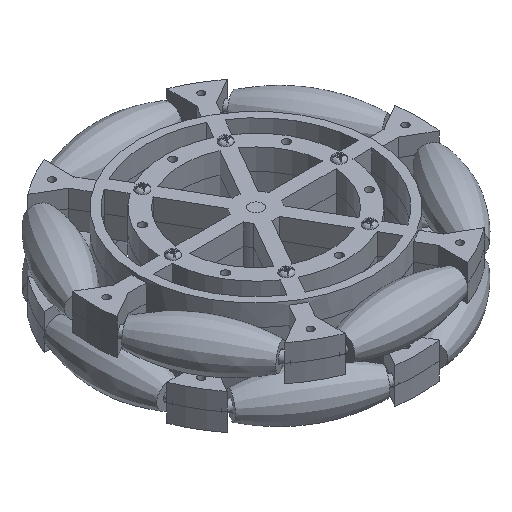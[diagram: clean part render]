
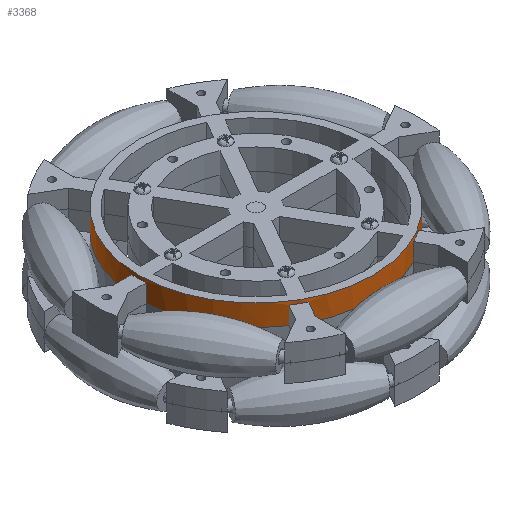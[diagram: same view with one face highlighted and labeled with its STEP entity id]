
A CAD part, isometric view. The second image highlights one B-rep face of the part: STEP entity #3368.
In plain terms, the highlighted cylindrical face has radius 35.488 mm (diameter 70.976 mm), a full revolution.
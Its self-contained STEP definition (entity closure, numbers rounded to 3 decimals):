
#474=FACE_OUTER_BOUND('',#701,.T.);
#701=EDGE_LOOP('',(#2980,#2981,#2982,#2983,#2984,#2985,#2986,#2987,#2988,
#2989,#2990,#2991,#2992,#2993,#2994,#2995,#2996,#2997,#2998,#2999,#3000,
#3001,#3002,#3003,#3004,#3005,#3006,#3007));
#768=LINE('',#4949,#1056);
#775=LINE('',#4967,#1063);
#782=LINE('',#4985,#1070);
#789=LINE('',#5003,#1077);
#796=LINE('',#5021,#1084);
#803=LINE('',#5039,#1091);
#926=LINE('',#5455,#1214);
#931=LINE('',#5467,#1219);
#936=LINE('',#5479,#1224);
#944=LINE('',#5502,#1232);
#955=LINE('',#5530,#1243);
#987=LINE('',#5607,#1275);
#989=LINE('',#5617,#1277);
#1056=VECTOR('',#3922,10.919);
#1063=VECTOR('',#3939,10.919);
#1070=VECTOR('',#3956,10.919);
#1077=VECTOR('',#3973,10.919);
#1084=VECTOR('',#3990,10.919);
#1091=VECTOR('',#4007,10.919);
#1214=VECTOR('',#4442,10.919);
#1219=VECTOR('',#4453,10.919);
#1224=VECTOR('',#4464,10.919);
#1232=VECTOR('',#4488,10.919);
#1243=VECTOR('',#4517,10.919);
#1275=VECTOR('',#4595,10.919);
#1277=VECTOR('',#4613,35.488);
#1320=CIRCLE('',#3476,35.488);
#1323=CIRCLE('',#3480,35.488);
#1326=CIRCLE('',#3484,35.488);
#1329=CIRCLE('',#3488,35.488);
#1332=CIRCLE('',#3492,35.488);
#1335=CIRCLE('',#3496,35.488);
#1429=CIRCLE('',#3676,35.488);
#1444=CIRCLE('',#3718,35.488);
#1445=CIRCLE('',#3719,35.488);
#1446=CIRCLE('',#3720,35.488);
#1447=CIRCLE('',#3721,35.488);
#1448=CIRCLE('',#3722,35.488);
#1449=CIRCLE('',#3723,35.488);
#1450=CIRCLE('',#3724,35.488);
#1479=VERTEX_POINT('',#4856);
#1483=VERTEX_POINT('',#4864);
#1486=VERTEX_POINT('',#4871);
#1490=VERTEX_POINT('',#4879);
#1493=VERTEX_POINT('',#4886);
#1497=VERTEX_POINT('',#4894);
#1500=VERTEX_POINT('',#4901);
#1504=VERTEX_POINT('',#4909);
#1507=VERTEX_POINT('',#4916);
#1511=VERTEX_POINT('',#4924);
#1514=VERTEX_POINT('',#4931);
#1518=VERTEX_POINT('',#4939);
#1521=VERTEX_POINT('',#4947);
#1527=VERTEX_POINT('',#4965);
#1533=VERTEX_POINT('',#4983);
#1539=VERTEX_POINT('',#5001);
#1545=VERTEX_POINT('',#5019);
#1551=VERTEX_POINT('',#5037);
#1684=VERTEX_POINT('',#5443);
#1688=VERTEX_POINT('',#5454);
#1692=VERTEX_POINT('',#5466);
#1696=VERTEX_POINT('',#5478);
#1703=VERTEX_POINT('',#5501);
#1711=VERTEX_POINT('',#5529);
#1727=VERTEX_POINT('',#5583);
#1733=VERTEX_POINT('',#5602);
#1792=EDGE_CURVE('',#1479,#1483,#1320,.T.);
#1799=EDGE_CURVE('',#1486,#1490,#1323,.T.);
#1806=EDGE_CURVE('',#1493,#1497,#1326,.T.);
#1813=EDGE_CURVE('',#1500,#1504,#1329,.T.);
#1820=EDGE_CURVE('',#1507,#1511,#1332,.T.);
#1827=EDGE_CURVE('',#1514,#1518,#1335,.T.);
#1831=EDGE_CURVE('',#1483,#1521,#768,.T.);
#1840=EDGE_CURVE('',#1490,#1527,#775,.T.);
#1849=EDGE_CURVE('',#1497,#1533,#782,.T.);
#1858=EDGE_CURVE('',#1504,#1539,#789,.T.);
#1867=EDGE_CURVE('',#1511,#1545,#796,.T.);
#1876=EDGE_CURVE('',#1518,#1551,#803,.T.);
#2078=EDGE_CURVE('',#1684,#1684,#1429,.T.);
#2083=EDGE_CURVE('',#1500,#1688,#926,.T.);
#2089=EDGE_CURVE('',#1507,#1692,#931,.T.);
#2095=EDGE_CURVE('',#1486,#1696,#936,.T.);
#2106=EDGE_CURVE('',#1479,#1703,#944,.T.);
#2120=EDGE_CURVE('',#1514,#1711,#955,.T.);
#2148=EDGE_CURVE('',#1688,#1727,#1444,.T.);
#2149=EDGE_CURVE('',#1727,#1545,#1445,.T.);
#2156=EDGE_CURVE('',#1692,#1527,#1446,.T.);
#2157=EDGE_CURVE('',#1696,#1551,#1447,.T.);
#2158=EDGE_CURVE('',#1711,#1533,#1448,.T.);
#2162=EDGE_CURVE('',#1733,#1521,#1449,.T.);
#2163=EDGE_CURVE('',#1703,#1539,#1450,.T.);
#2164=EDGE_CURVE('',#1493,#1733,#987,.T.);
#2168=EDGE_CURVE('',#1727,#1684,#989,.T.);
#2980=ORIENTED_EDGE('',*,*,#1831,.T.);
#2981=ORIENTED_EDGE('',*,*,#2162,.F.);
#2982=ORIENTED_EDGE('',*,*,#2164,.F.);
#2983=ORIENTED_EDGE('',*,*,#1806,.T.);
#2984=ORIENTED_EDGE('',*,*,#1849,.T.);
#2985=ORIENTED_EDGE('',*,*,#2158,.F.);
#2986=ORIENTED_EDGE('',*,*,#2120,.F.);
#2987=ORIENTED_EDGE('',*,*,#1827,.T.);
#2988=ORIENTED_EDGE('',*,*,#1876,.T.);
#2989=ORIENTED_EDGE('',*,*,#2157,.F.);
#2990=ORIENTED_EDGE('',*,*,#2095,.F.);
#2991=ORIENTED_EDGE('',*,*,#1799,.T.);
#2992=ORIENTED_EDGE('',*,*,#1840,.T.);
#2993=ORIENTED_EDGE('',*,*,#2156,.F.);
#2994=ORIENTED_EDGE('',*,*,#2089,.F.);
#2995=ORIENTED_EDGE('',*,*,#1820,.T.);
#2996=ORIENTED_EDGE('',*,*,#1867,.T.);
#2997=ORIENTED_EDGE('',*,*,#2149,.F.);
#2998=ORIENTED_EDGE('',*,*,#2168,.T.);
#2999=ORIENTED_EDGE('',*,*,#2078,.T.);
#3000=ORIENTED_EDGE('',*,*,#2168,.F.);
#3001=ORIENTED_EDGE('',*,*,#2148,.F.);
#3002=ORIENTED_EDGE('',*,*,#2083,.F.);
#3003=ORIENTED_EDGE('',*,*,#1813,.T.);
#3004=ORIENTED_EDGE('',*,*,#1858,.T.);
#3005=ORIENTED_EDGE('',*,*,#2163,.F.);
#3006=ORIENTED_EDGE('',*,*,#2106,.F.);
#3007=ORIENTED_EDGE('',*,*,#1792,.T.);
#3230=CYLINDRICAL_SURFACE('',#3733,35.488);
#3368=ADVANCED_FACE('',(#474),#3230,.T.);
#3476=AXIS2_PLACEMENT_3D('',#4866,#3854,#3855);
#3480=AXIS2_PLACEMENT_3D('',#4881,#3866,#3867);
#3484=AXIS2_PLACEMENT_3D('',#4896,#3878,#3879);
#3488=AXIS2_PLACEMENT_3D('',#4911,#3890,#3891);
#3492=AXIS2_PLACEMENT_3D('',#4926,#3902,#3903);
#3496=AXIS2_PLACEMENT_3D('',#4941,#3914,#3915);
#3676=AXIS2_PLACEMENT_3D('',#5444,#4431,#4432);
#3718=AXIS2_PLACEMENT_3D('',#5584,#4570,#4571);
#3719=AXIS2_PLACEMENT_3D('',#5585,#4572,#4573);
#3720=AXIS2_PLACEMENT_3D('',#5596,#4580,#4581);
#3721=AXIS2_PLACEMENT_3D('',#5597,#4582,#4583);
#3722=AXIS2_PLACEMENT_3D('',#5598,#4584,#4585);
#3723=AXIS2_PLACEMENT_3D('',#5604,#4589,#4590);
#3724=AXIS2_PLACEMENT_3D('',#5605,#4591,#4592);
#3733=AXIS2_PLACEMENT_3D('',#5616,#4611,#4612);
#3854=DIRECTION('center_axis',(0.,0.,-1.));
#3855=DIRECTION('ref_axis',(1.,0.,0.));
#3866=DIRECTION('center_axis',(0.,0.,-1.));
#3867=DIRECTION('ref_axis',(1.,0.,0.));
#3878=DIRECTION('center_axis',(0.,0.,-1.));
#3879=DIRECTION('ref_axis',(1.,0.,0.));
#3890=DIRECTION('center_axis',(0.,0.,-1.));
#3891=DIRECTION('ref_axis',(1.,0.,0.));
#3902=DIRECTION('center_axis',(0.,0.,-1.));
#3903=DIRECTION('ref_axis',(1.,0.,0.));
#3914=DIRECTION('center_axis',(0.,0.,-1.));
#3915=DIRECTION('ref_axis',(1.,0.,0.));
#3922=DIRECTION('',(0.,0.,1.));
#3939=DIRECTION('',(0.,0.,1.));
#3956=DIRECTION('',(0.,0.,1.));
#3973=DIRECTION('',(0.,0.,1.));
#3990=DIRECTION('',(0.,0.,1.));
#4007=DIRECTION('',(0.,0.,1.));
#4431=DIRECTION('center_axis',(0.,0.,1.));
#4432=DIRECTION('ref_axis',(-1.,0.,0.));
#4442=DIRECTION('',(0.,0.,1.));
#4453=DIRECTION('',(0.,0.,1.));
#4464=DIRECTION('',(0.,0.,1.));
#4488=DIRECTION('',(0.,0.,1.));
#4517=DIRECTION('',(0.,0.,1.));
#4570=DIRECTION('center_axis',(0.,0.,1.));
#4571=DIRECTION('ref_axis',(1.,0.,0.));
#4572=DIRECTION('center_axis',(0.,0.,1.));
#4573=DIRECTION('ref_axis',(1.,0.,0.));
#4580=DIRECTION('center_axis',(0.,0.,1.));
#4581=DIRECTION('ref_axis',(1.,0.,0.));
#4582=DIRECTION('center_axis',(0.,0.,1.));
#4583=DIRECTION('ref_axis',(0.5,0.866,0.));
#4584=DIRECTION('center_axis',(0.,0.,1.));
#4585=DIRECTION('ref_axis',(-1.,0.,0.));
#4589=DIRECTION('center_axis',(0.,0.,1.));
#4590=DIRECTION('ref_axis',(-1.,0.,0.));
#4591=DIRECTION('center_axis',(0.,0.,1.));
#4592=DIRECTION('ref_axis',(0.5,-0.866,0.));
#4595=DIRECTION('',(0.,0.,1.));
#4611=DIRECTION('center_axis',(0.,0.,1.));
#4612=DIRECTION('ref_axis',(0.5,-0.866,0.));
#4613=DIRECTION('',(0.,0.,-1.));
#4856=CARTESIAN_POINT('',(29.767,22.584,11.));
#4864=CARTESIAN_POINT('',(31.951,18.802,11.));
#4866=CARTESIAN_POINT('Origin',(0.184,2.982,11.));
#4871=CARTESIAN_POINT('',(-29.4,-16.619,11.));
#4879=CARTESIAN_POINT('',(-31.583,-12.837,11.));
#4881=CARTESIAN_POINT('Origin',(0.184,2.982,11.));
#4886=CARTESIAN_POINT('',(31.951,-12.837,11.));
#4894=CARTESIAN_POINT('',(29.767,-16.619,11.));
#4896=CARTESIAN_POINT('Origin',(0.184,2.982,11.));
#4901=CARTESIAN_POINT('',(-2.,38.403,11.));
#4909=CARTESIAN_POINT('',(2.368,38.403,11.));
#4911=CARTESIAN_POINT('Origin',(0.184,2.982,11.));
#4916=CARTESIAN_POINT('',(-31.583,18.802,11.));
#4924=CARTESIAN_POINT('',(-29.4,22.584,11.));
#4926=CARTESIAN_POINT('Origin',(0.184,2.982,11.));
#4931=CARTESIAN_POINT('',(2.368,-32.438,11.));
#4939=CARTESIAN_POINT('',(-2.,-32.438,11.));
#4941=CARTESIAN_POINT('Origin',(0.184,2.982,11.));
#4947=CARTESIAN_POINT('',(31.951,18.802,16.379));
#4949=CARTESIAN_POINT('',(31.951,18.802,0.));
#4965=CARTESIAN_POINT('',(-31.583,-12.837,16.379));
#4967=CARTESIAN_POINT('',(-31.583,-12.837,0.));
#4983=CARTESIAN_POINT('',(29.767,-16.619,16.379));
#4985=CARTESIAN_POINT('',(29.767,-16.619,0.));
#5001=CARTESIAN_POINT('',(2.368,38.403,16.379));
#5003=CARTESIAN_POINT('',(2.368,38.403,0.));
#5019=CARTESIAN_POINT('',(-29.4,22.584,16.379));
#5021=CARTESIAN_POINT('',(-29.4,22.584,0.));
#5037=CARTESIAN_POINT('',(-2.,-32.438,16.379));
#5039=CARTESIAN_POINT('',(-2.,-32.438,0.));
#5443=CARTESIAN_POINT('',(-17.56,33.716,10.));
#5444=CARTESIAN_POINT('Origin',(0.184,2.982,10.));
#5454=CARTESIAN_POINT('',(-2.,38.403,16.379));
#5455=CARTESIAN_POINT('',(-2.,38.403,0.));
#5466=CARTESIAN_POINT('',(-31.583,18.802,16.379));
#5467=CARTESIAN_POINT('',(-31.583,18.802,0.));
#5478=CARTESIAN_POINT('',(-29.4,-16.619,16.379));
#5479=CARTESIAN_POINT('',(-29.4,-16.619,0.));
#5501=CARTESIAN_POINT('',(29.767,22.584,16.379));
#5502=CARTESIAN_POINT('',(29.767,22.584,0.));
#5529=CARTESIAN_POINT('',(2.368,-32.438,16.379));
#5530=CARTESIAN_POINT('',(2.368,-32.438,0.));
#5583=CARTESIAN_POINT('',(-17.56,33.716,16.379));
#5584=CARTESIAN_POINT('Origin',(0.184,2.982,16.379));
#5585=CARTESIAN_POINT('Origin',(0.184,2.982,16.379));
#5596=CARTESIAN_POINT('Origin',(0.184,2.982,16.379));
#5597=CARTESIAN_POINT('Origin',(0.184,2.982,16.379));
#5598=CARTESIAN_POINT('Origin',(0.184,2.982,16.379));
#5602=CARTESIAN_POINT('',(31.951,-12.837,16.379));
#5604=CARTESIAN_POINT('Origin',(0.184,2.982,16.379));
#5605=CARTESIAN_POINT('Origin',(0.184,2.982,16.379));
#5607=CARTESIAN_POINT('',(31.951,-12.837,0.));
#5616=CARTESIAN_POINT('Origin',(0.184,2.982,0.));
#5617=CARTESIAN_POINT('',(-17.56,33.716,0.));
